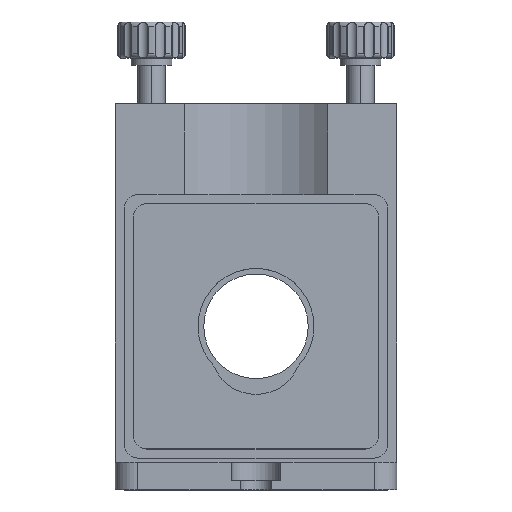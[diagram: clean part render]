
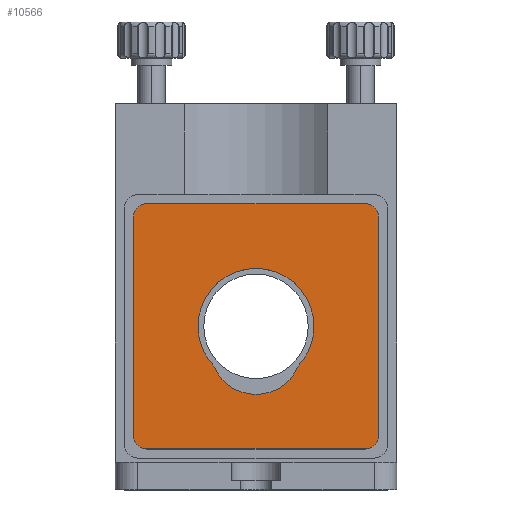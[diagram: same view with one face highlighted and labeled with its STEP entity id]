
A CAD part, top view. The second image highlights one B-rep face of the part: STEP entity #10566.
In plain terms, the highlighted planar face has unit normal (0, 0, 1).
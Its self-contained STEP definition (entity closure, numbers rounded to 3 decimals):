
#189 = VECTOR ( 'NONE', #33151, 1000. ) ;
#601 = CARTESIAN_POINT ( 'NONE',  ( 5.934, -6.8, 19. ) ) ;
#686 = DIRECTION ( 'NONE',  ( 1., 0., 0. ) ) ;
#1009 = CARTESIAN_POINT ( 'NONE',  ( -33.816, -33.8, 19. ) ) ;
#1092 = ORIENTED_EDGE ( 'NONE', *, *, #26972, .T. ) ;
#1448 = ORIENTED_EDGE ( 'NONE', *, *, #4435, .F. ) ;
#1654 = VECTOR ( 'NONE', #2655, 1000. ) ;
#1729 = ORIENTED_EDGE ( 'NONE', *, *, #13006, .F. ) ;
#1765 = DIRECTION ( 'NONE',  ( 1., 0., 0. ) ) ;
#2655 = DIRECTION ( 'NONE',  ( 0., 1., 0. ) ) ;
#2939 = EDGE_CURVE ( 'NONE', #27006, #30488, #6747, .T. ) ;
#3064 = DIRECTION ( 'NONE',  ( 1., 0., 0. ) ) ;
#3346 = ORIENTED_EDGE ( 'NONE', *, *, #2939, .F. ) ;
#4435 = EDGE_CURVE ( 'NONE', #9434, #22632, #12369, .T. ) ;
#4524 = ORIENTED_EDGE ( 'NONE', *, *, #18691, .T. ) ;
#4682 = DIRECTION ( 'NONE',  ( 0., 0., 1. ) ) ;
#5018 = DIRECTION ( 'NONE',  ( 0., 0., 1. ) ) ;
#5110 = CARTESIAN_POINT ( 'NONE',  ( -30.816, 17.2, 19. ) ) ;
#5509 = DIRECTION ( 'NONE',  ( 0., 0., 1. ) ) ;
#5541 = DIRECTION ( 'NONE',  ( 0., 0., 1. ) ) ;
#5852 = DIRECTION ( 'NONE',  ( 1., 0., 0. ) ) ;
#6545 = DIRECTION ( 'NONE',  ( 1., 0., 0. ) ) ;
#6747 = CIRCLE ( 'NONE', #15189, 12.75 ) ;
#6876 = DIRECTION ( 'NONE',  ( 1., 0., 0. ) ) ;
#7867 = EDGE_CURVE ( 'NONE', #24443, #9580, #29995, .T. ) ;
#8147 = EDGE_LOOP ( 'NONE', ( #28618, #16790, #1092, #18203, #27845, #9738, #4524, #19760 ) ) ;
#8655 = LINE ( 'NONE', #22660, #23971 ) ;
#8695 = CARTESIAN_POINT ( 'NONE',  ( -33.816, -30.8, 19. ) ) ;
#9071 = CIRCLE ( 'NONE', #19461, 3. ) ;
#9144 = CARTESIAN_POINT ( 'NONE',  ( -6.816, -11.8, 19. ) ) ;
#9291 = LINE ( 'NONE', #25602, #1654 ) ;
#9434 = VERTEX_POINT ( 'NONE', #15547 ) ;
#9580 = VERTEX_POINT ( 'NONE', #29137 ) ;
#9706 = EDGE_LOOP ( 'NONE', ( #1729, #3346, #23007, #1448 ) ) ;
#9738 = ORIENTED_EDGE ( 'NONE', *, *, #27036, .T. ) ;
#10113 = VERTEX_POINT ( 'NONE', #21770 ) ;
#10404 = DIRECTION ( 'NONE',  ( 1., 0., 0. ) ) ;
#10406 = VERTEX_POINT ( 'NONE', #32050 ) ;
#10566 = ADVANCED_FACE ( 'NONE', ( #29469, #25877 ), #27419, .T. ) ;
#12069 = VERTEX_POINT ( 'NONE', #12732 ) ;
#12369 = CIRCLE ( 'NONE', #22868, 12.75 ) ;
#12732 = CARTESIAN_POINT ( 'NONE',  ( -33.816, 17.2, 19. ) ) ;
#13006 = EDGE_CURVE ( 'NONE', #30488, #9434, #30557, .T. ) ;
#13662 = AXIS2_PLACEMENT_3D ( 'NONE', #26044, #5541, #20987 ) ;
#14531 = CIRCLE ( 'NONE', #28746, 3. ) ;
#14548 = DIRECTION ( 'NONE',  ( 0., 0., 1. ) ) ;
#15120 = CARTESIAN_POINT ( 'NONE',  ( -19.566, -6.8, 19. ) ) ;
#15189 = AXIS2_PLACEMENT_3D ( 'NONE', #17488, #14548, #6876 ) ;
#15476 = DIRECTION ( 'NONE',  ( 1., 0., 0. ) ) ;
#15547 = CARTESIAN_POINT ( 'NONE',  ( 2.452, -15.556, 19. ) ) ;
#16382 = CARTESIAN_POINT ( 'NONE',  ( 17.184, -33.8, 19. ) ) ;
#16790 = ORIENTED_EDGE ( 'NONE', *, *, #17043, .T. ) ;
#16916 = VERTEX_POINT ( 'NONE', #16382 ) ;
#17043 = EDGE_CURVE ( 'NONE', #16916, #10113, #9071, .T. ) ;
#17266 = VECTOR ( 'NONE', #5852, 1000. ) ;
#17301 = EDGE_CURVE ( 'NONE', #10406, #25694, #8655, .T. ) ;
#17460 = CARTESIAN_POINT ( 'NONE',  ( -30.816, 20.2, 19. ) ) ;
#17488 = CARTESIAN_POINT ( 'NONE',  ( -6.816, -6.8, 19. ) ) ;
#18203 = ORIENTED_EDGE ( 'NONE', *, *, #25251, .T. ) ;
#18691 = EDGE_CURVE ( 'NONE', #12069, #24443, #22712, .T. ) ;
#18754 = CARTESIAN_POINT ( 'NONE',  ( 20.184, 17.2, 19. ) ) ;
#19461 = AXIS2_PLACEMENT_3D ( 'NONE', #27503, #32586, #24695 ) ;
#19547 = AXIS2_PLACEMENT_3D ( 'NONE', #19907, #4682, #1765 ) ;
#19760 = ORIENTED_EDGE ( 'NONE', *, *, #7867, .T. ) ;
#19907 = CARTESIAN_POINT ( 'NONE',  ( 20.184, -33.8, 19. ) ) ;
#20987 = DIRECTION ( 'NONE',  ( 1., 0., 0. ) ) ;
#21260 = EDGE_CURVE ( 'NONE', #22632, #27006, #22992, .T. ) ;
#21707 = CARTESIAN_POINT ( 'NONE',  ( -16.083, -15.556, 19. ) ) ;
#21770 = CARTESIAN_POINT ( 'NONE',  ( 20.184, -30.8, 19. ) ) ;
#22024 = AXIS2_PLACEMENT_3D ( 'NONE', #23238, #5018, #10404 ) ;
#22632 = VERTEX_POINT ( 'NONE', #601 ) ;
#22660 = CARTESIAN_POINT ( 'NONE',  ( -33.816, 20.2, 19. ) ) ;
#22712 = LINE ( 'NONE', #30328, #189 ) ;
#22868 = AXIS2_PLACEMENT_3D ( 'NONE', #26342, #5509, #686 ) ;
#22992 = CIRCLE ( 'NONE', #13662, 12.75 ) ;
#23007 = ORIENTED_EDGE ( 'NONE', *, *, #21260, .F. ) ;
#23218 = DIRECTION ( 'NONE',  ( 0., 0., 1. ) ) ;
#23238 = CARTESIAN_POINT ( 'NONE',  ( 17.184, 17.2, 19. ) ) ;
#23517 = CARTESIAN_POINT ( 'NONE',  ( -30.816, -30.8, 19. ) ) ;
#23971 = VECTOR ( 'NONE', #25373, 1000. ) ;
#24443 = VERTEX_POINT ( 'NONE', #8695 ) ;
#24446 = DIRECTION ( 'NONE',  ( 0., 0., 1. ) ) ;
#24695 = DIRECTION ( 'NONE',  ( 1., 0., 0. ) ) ;
#25251 = EDGE_CURVE ( 'NONE', #32801, #10406, #26713, .T. ) ;
#25373 = DIRECTION ( 'NONE',  ( -1., 0., 0. ) ) ;
#25602 = CARTESIAN_POINT ( 'NONE',  ( 20.184, 20.2, 19. ) ) ;
#25694 = VERTEX_POINT ( 'NONE', #17460 ) ;
#25877 = FACE_OUTER_BOUND ( 'NONE', #8147, .T. ) ;
#25946 = AXIS2_PLACEMENT_3D ( 'NONE', #23517, #26119, #3064 ) ;
#26044 = CARTESIAN_POINT ( 'NONE',  ( -6.816, -6.8, 19. ) ) ;
#26119 = DIRECTION ( 'NONE',  ( 0., 0., 1. ) ) ;
#26342 = CARTESIAN_POINT ( 'NONE',  ( -6.816, -6.8, 19. ) ) ;
#26713 = CIRCLE ( 'NONE', #22024, 3. ) ;
#26886 = LINE ( 'NONE', #1009, #17266 ) ;
#26972 = EDGE_CURVE ( 'NONE', #10113, #32801, #9291, .T. ) ;
#27006 = VERTEX_POINT ( 'NONE', #15120 ) ;
#27036 = EDGE_CURVE ( 'NONE', #25694, #12069, #14531, .T. ) ;
#27419 = PLANE ( 'NONE',  #19547 ) ;
#27503 = CARTESIAN_POINT ( 'NONE',  ( 17.184, -30.8, 19. ) ) ;
#27845 = ORIENTED_EDGE ( 'NONE', *, *, #17301, .T. ) ;
#27935 = AXIS2_PLACEMENT_3D ( 'NONE', #9144, #24446, #6545 ) ;
#28618 = ORIENTED_EDGE ( 'NONE', *, *, #30068, .T. ) ;
#28746 = AXIS2_PLACEMENT_3D ( 'NONE', #5110, #23218, #15476 ) ;
#29137 = CARTESIAN_POINT ( 'NONE',  ( -30.816, -33.8, 19. ) ) ;
#29469 = FACE_BOUND ( 'NONE', #9706, .T. ) ;
#29995 = CIRCLE ( 'NONE', #25946, 3. ) ;
#30068 = EDGE_CURVE ( 'NONE', #9580, #16916, #26886, .T. ) ;
#30328 = CARTESIAN_POINT ( 'NONE',  ( -33.816, 20.2, 19. ) ) ;
#30488 = VERTEX_POINT ( 'NONE', #21707 ) ;
#30557 = CIRCLE ( 'NONE', #27935, 10. ) ;
#32050 = CARTESIAN_POINT ( 'NONE',  ( 17.184, 20.2, 19. ) ) ;
#32586 = DIRECTION ( 'NONE',  ( 0., 0., 1. ) ) ;
#32801 = VERTEX_POINT ( 'NONE', #18754 ) ;
#33151 = DIRECTION ( 'NONE',  ( 0., -1., 0. ) ) ;
